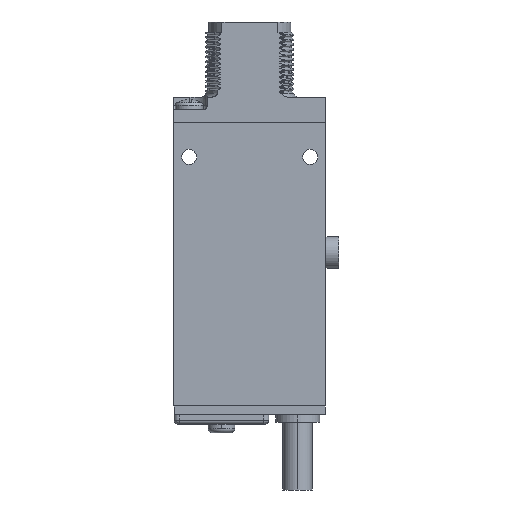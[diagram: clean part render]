
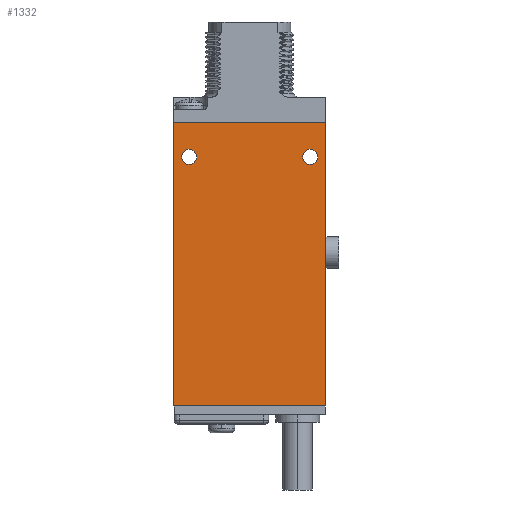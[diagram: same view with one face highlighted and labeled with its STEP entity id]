
A CAD part, left-side view. The second image highlights one B-rep face of the part: STEP entity #1332.
In plain terms, the highlighted face is planar.
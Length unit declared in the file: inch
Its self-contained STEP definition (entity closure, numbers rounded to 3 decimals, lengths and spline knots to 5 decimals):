
#2=DIRECTION('',(1.,0.,0.));
#3=VECTOR('',#2,2.25);
#4=CARTESIAN_POINT('',(0.,-0.24,0.));
#5=LINE('',#4,#3);
#6=DIRECTION('',(0.,0.,-1.));
#7=VECTOR('',#6,1.21);
#8=CARTESIAN_POINT('',(2.25,-0.24,0.));
#9=LINE('',#8,#7);
#10=DIRECTION('',(-1.,0.,0.));
#11=VECTOR('',#10,2.25);
#12=CARTESIAN_POINT('',(2.25,-0.24,-1.21));
#13=LINE('',#12,#11);
#14=DIRECTION('',(0.,0.,1.));
#15=VECTOR('',#14,1.21);
#16=CARTESIAN_POINT('',(0.,-0.24,-1.21));
#17=LINE('',#16,#15);
#18=CARTESIAN_POINT('',(0.275,-0.24,-1.085));
#19=DIRECTION('',(0.,1.,0.));
#20=DIRECTION('',(1.,0.,0.));
#21=AXIS2_PLACEMENT_3D('',#18,#19,#20);
#23=CARTESIAN_POINT('',(0.275,-0.24,-1.085));
#24=DIRECTION('',(0.,1.,0.));
#25=DIRECTION('',(-1.,0.,0.));
#26=AXIS2_PLACEMENT_3D('',#23,#24,#25);
#28=CARTESIAN_POINT('',(0.275,-0.24,-0.125));
#29=DIRECTION('',(0.,1.,0.));
#30=DIRECTION('',(1.,0.,0.));
#31=AXIS2_PLACEMENT_3D('',#28,#29,#30);
#33=CARTESIAN_POINT('',(0.275,-0.24,-0.125));
#34=DIRECTION('',(0.,1.,0.));
#35=DIRECTION('',(-1.,0.,0.));
#36=AXIS2_PLACEMENT_3D('',#33,#34,#35);
#1034=CARTESIAN_POINT('',(0.,-0.24,0.));
#1035=CARTESIAN_POINT('',(2.25,-0.24,0.));
#1036=VERTEX_POINT('',#1034);
#1037=VERTEX_POINT('',#1035);
#1038=CARTESIAN_POINT('',(2.25,-0.24,-1.21));
#1039=VERTEX_POINT('',#1038);
#1040=CARTESIAN_POINT('',(0.,-0.24,-1.21));
#1041=VERTEX_POINT('',#1040);
#1058=CARTESIAN_POINT('',(0.335,-0.24,-1.085));
#1059=CARTESIAN_POINT('',(0.215,-0.24,-1.085));
#1060=VERTEX_POINT('',#1058);
#1061=VERTEX_POINT('',#1059);
#1062=CARTESIAN_POINT('',(0.335,-0.24,-0.125));
#1063=CARTESIAN_POINT('',(0.215,-0.24,-0.125));
#1064=VERTEX_POINT('',#1062);
#1065=VERTEX_POINT('',#1063);
#1305=CARTESIAN_POINT('',(0.,-0.24,0.));
#1306=DIRECTION('',(0.,1.,0.));
#1307=DIRECTION('',(1.,0.,0.));
#1308=AXIS2_PLACEMENT_3D('',#1305,#1306,#1307);
#1309=PLANE('',#1308);
#1311=ORIENTED_EDGE('',*,*,#1310,.T.);
#1313=ORIENTED_EDGE('',*,*,#1312,.T.);
#1315=ORIENTED_EDGE('',*,*,#1314,.T.);
#1317=ORIENTED_EDGE('',*,*,#1316,.T.);
#1318=EDGE_LOOP('',(#1311,#1313,#1315,#1317));
#1319=FACE_OUTER_BOUND('',#1318,.F.);
#1321=ORIENTED_EDGE('',*,*,#1320,.F.);
#1323=ORIENTED_EDGE('',*,*,#1322,.F.);
#1324=EDGE_LOOP('',(#1321,#1323));
#1325=FACE_BOUND('',#1324,.F.);
#1327=ORIENTED_EDGE('',*,*,#1326,.F.);
#1329=ORIENTED_EDGE('',*,*,#1328,.F.);
#1330=EDGE_LOOP('',(#1327,#1329));
#1331=FACE_BOUND('',#1330,.F.);
#1332=ADVANCED_FACE('',(#1319,#1325,#1331),#1309,.F.);
#22=CIRCLE('',#21,0.06);
#27=CIRCLE('',#26,0.06);
#32=CIRCLE('',#31,0.06);
#37=CIRCLE('',#36,0.06);
#1310=EDGE_CURVE('',#1036,#1037,#5,.T.);
#1312=EDGE_CURVE('',#1037,#1039,#9,.T.);
#1314=EDGE_CURVE('',#1039,#1041,#13,.T.);
#1316=EDGE_CURVE('',#1041,#1036,#17,.T.);
#1320=EDGE_CURVE('',#1060,#1061,#22,.T.);
#1322=EDGE_CURVE('',#1061,#1060,#27,.T.);
#1326=EDGE_CURVE('',#1064,#1065,#32,.T.);
#1328=EDGE_CURVE('',#1065,#1064,#37,.T.);
